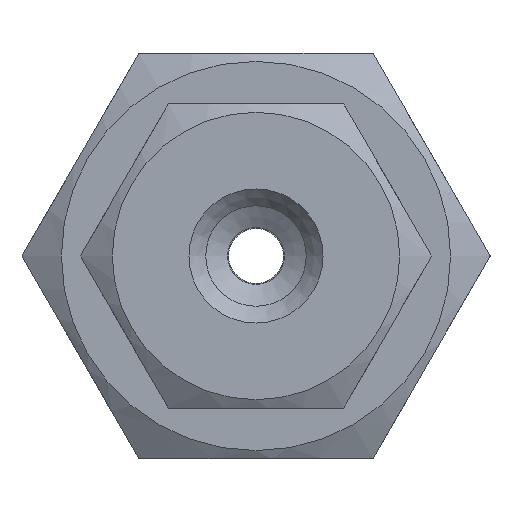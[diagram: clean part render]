
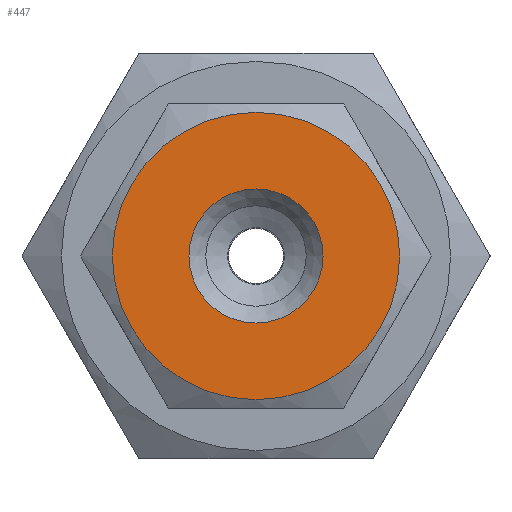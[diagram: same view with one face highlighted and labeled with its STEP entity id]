
A CAD part, left-side view. The second image highlights one B-rep face of the part: STEP entity #447.
In plain terms, the highlighted planar face has unit normal (-1, 0, 0).
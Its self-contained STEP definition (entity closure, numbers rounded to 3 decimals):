
#315=CARTESIAN_POINT('',(-5.295,0.525,0.909));
#316=VERTEX_POINT('',#315);
#317=CARTESIAN_POINT('',(-5.295,0.,0.));
#318=DIRECTION('',(1.0,0.,0.));
#319=DIRECTION('',(0.,0.5,0.866));
#320=AXIS2_PLACEMENT_3D('',#317,#318,#319);
#321=CIRCLE('',#320,1.05);
#322=EDGE_CURVE('',#316,#316,#321,.T.);
#424=CARTESIAN_POINT('',(-5.295,-1.125,-1.949));
#425=VERTEX_POINT('',#424);
#426=CARTESIAN_POINT('',(-5.295,0.,0.));
#427=DIRECTION('',(1.0,0.,0.));
#428=DIRECTION('',(0.,0.5,0.866));
#429=AXIS2_PLACEMENT_3D('',#426,#427,#428);
#430=CIRCLE('',#429,2.25);
#431=EDGE_CURVE('',#425,#425,#430,.T.);
#436=CARTESIAN_POINT('',(-5.295,-0.688,-1.191));
#437=DIRECTION('',(-1.0,0.0,0.0));
#438=DIRECTION('',(0.0,0.866,-0.5));
#439=AXIS2_PLACEMENT_3D('',#436,#437,#438);
#440=PLANE('',#439);
#441=ORIENTED_EDGE('',*,*,#431,.F.);
#442=EDGE_LOOP('',(#441));
#443=FACE_OUTER_BOUND('',#442,.T.);
#444=ORIENTED_EDGE('',*,*,#322,.T.);
#445=EDGE_LOOP('',(#444));
#446=FACE_BOUND('',#445,.T.);
#447=ADVANCED_FACE('',(#443,#446),#440,.T.);
